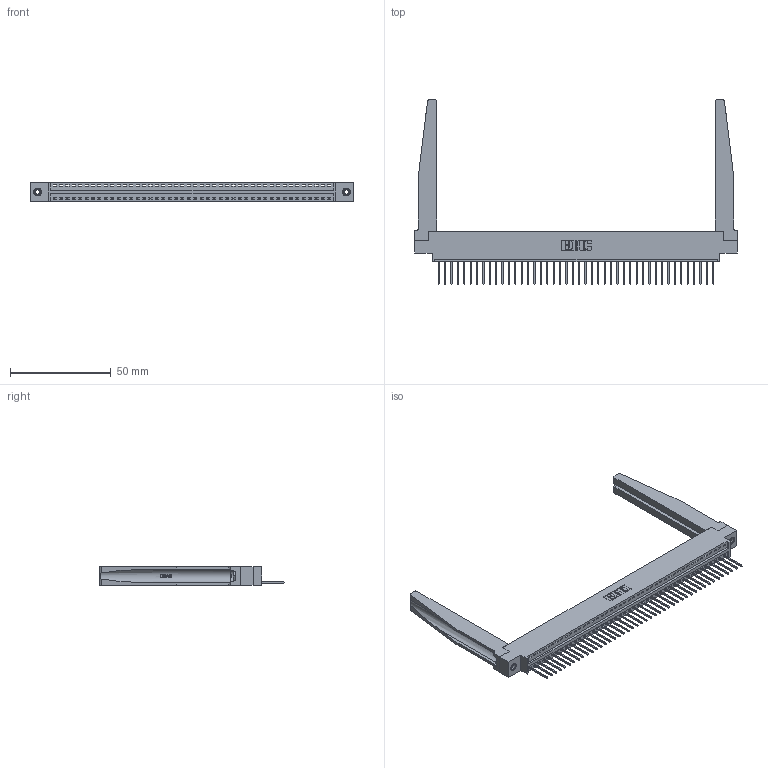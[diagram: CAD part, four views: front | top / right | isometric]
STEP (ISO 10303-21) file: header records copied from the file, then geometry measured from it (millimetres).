
FILE_DESCRIPTION (( 'STEP AP203' ), '1' );
FILE_NAME ('346-044-522-678.STEP', '2022-05-09T17:02:00', ( '' ), ( '' ), 'SwSTEP 2.0', 'SolidWorks 2020', '' );
FILE_SCHEMA (( 'CONFIG_CONTROL_DESIGN' ));
Length unit declared in the file: inch
Products named in the file (5): 346-044-522-678; 346-220-078_345-220-078; 345-292-001_345-293-122; 346 Part_0.170 Offset - 0.156 Dia-TH; 345-250-001_345-250-001-102
Assembly tree (49 placements, depth 2):
  346-044-522-678
    346 Part_0.170 Offset - 0.156 Dia-TH
    345-292-001_345-293-122  x44
    346-220-078_345-220-078  x2
    345-250-001_345-250-001-102  x2
Bounding box: 160.27 x 91.69 x 9.4 mm (x, y, z)
Volume: 22097.2 mm3; surface area: 25899.7 mm2
Topology: 49 solids, 49 shells, 2926 faces, 8729 edges, 5750 vertices
Faces by surface type: plane 1996, cylinder 878, bspline 36, cone 12, torus 4
Entity records: 32352 total; most frequent: CARTESIAN_POINT 6461, ORIENTED_EDGE 5326, DIRECTION 4681, EDGE_CURVE 2663, LINE 2261, VECTOR 2261, VERTEX_POINT 1768, AXIS2_PLACEMENT_3D 1210
